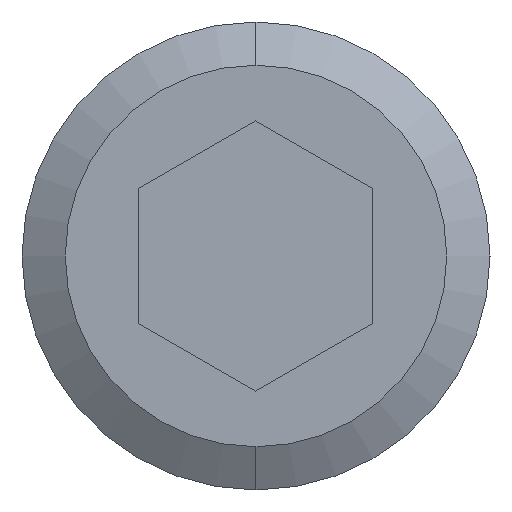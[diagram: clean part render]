
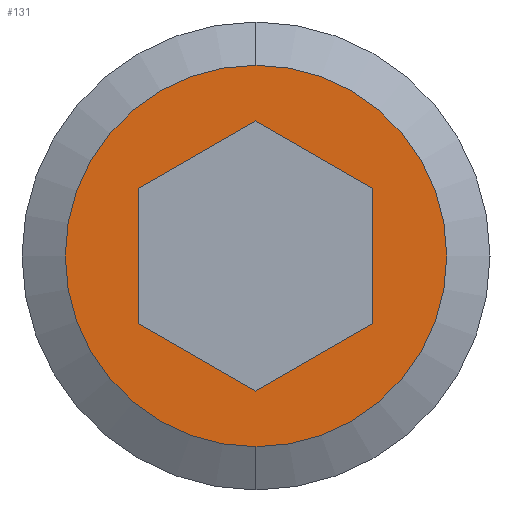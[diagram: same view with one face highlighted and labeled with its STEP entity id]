
A CAD part, left-side view. The second image highlights one B-rep face of the part: STEP entity #131.
In plain terms, the highlighted planar face has unit normal (-1, 0, 0).
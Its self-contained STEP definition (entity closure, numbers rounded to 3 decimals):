
#1 = VERTEX_POINT ( 'NONE', #507 ) ;
#2 = DIRECTION ( 'NONE',  ( 0., 0.866, 0.5 ) ) ;
#12 = ORIENTED_EDGE ( 'NONE', *, *, #332, .F. ) ;
#16 = CARTESIAN_POINT ( 'NONE',  ( 0., -1.5, -0.866 ) ) ;
#17 = VECTOR ( 'NONE', #2, 1000. ) ;
#40 = LINE ( 'NONE', #107, #542 ) ;
#41 = VERTEX_POINT ( 'NONE', #452 ) ;
#44 = LINE ( 'NONE', #340, #498 ) ;
#47 = AXIS2_PLACEMENT_3D ( 'NONE', #104, #246, #460 ) ;
#54 = DIRECTION ( 'NONE',  ( -1., 0., 0. ) ) ;
#73 = DIRECTION ( 'NONE',  ( 0., 0.866, -0.5 ) ) ;
#78 = DIRECTION ( 'NONE',  ( 0., 0., -1. ) ) ;
#103 = LINE ( 'NONE', #389, #17 ) ;
#104 = CARTESIAN_POINT ( 'NONE',  ( 0., 0., 0. ) ) ;
#107 = CARTESIAN_POINT ( 'NONE',  ( 0., 1.5, -0.866 ) ) ;
#113 = CARTESIAN_POINT ( 'NONE',  ( 0., 1.5, -0.866 ) ) ;
#118 = CIRCLE ( 'NONE', #446, 2.445 ) ;
#125 = EDGE_CURVE ( 'NONE', #477, #203, #118, .T. ) ;
#131 = ADVANCED_FACE ( 'NONE', ( #299, #403 ), #154, .T. ) ;
#145 = LINE ( 'NONE', #348, #453 ) ;
#148 = VERTEX_POINT ( 'NONE', #462 ) ;
#154 = PLANE ( 'NONE',  #47 ) ;
#155 = LINE ( 'NONE', #471, #454 ) ;
#193 = DIRECTION ( 'NONE',  ( 0., 0., 1. ) ) ;
#203 = VERTEX_POINT ( 'NONE', #248 ) ;
#212 = EDGE_CURVE ( 'NONE', #263, #552, #40, .T. ) ;
#231 = ORIENTED_EDGE ( 'NONE', *, *, #212, .F. ) ;
#232 = ORIENTED_EDGE ( 'NONE', *, *, #294, .T. ) ;
#243 = EDGE_CURVE ( 'NONE', #478, #552, #155, .T. ) ;
#246 = DIRECTION ( 'NONE',  ( -1., 0., 0. ) ) ;
#248 = CARTESIAN_POINT ( 'NONE',  ( 0., 0., -2.445 ) ) ;
#254 = VECTOR ( 'NONE', #298, 1000. ) ;
#263 = VERTEX_POINT ( 'NONE', #113 ) ;
#266 = CARTESIAN_POINT ( 'NONE',  ( 0., 0., 0. ) ) ;
#283 = AXIS2_PLACEMENT_3D ( 'NONE', #266, #436, #193 ) ;
#294 = EDGE_CURVE ( 'NONE', #148, #41, #433, .T. ) ;
#298 = DIRECTION ( 'NONE',  ( 0., -0.866, 0.5 ) ) ;
#299 = FACE_OUTER_BOUND ( 'NONE', #322, .T. ) ;
#322 = EDGE_LOOP ( 'NONE', ( #372, #409 ) ) ;
#325 = CARTESIAN_POINT ( 'NONE',  ( 0., 0., 0. ) ) ;
#332 = EDGE_CURVE ( 'NONE', #1, #41, #103, .T. ) ;
#340 = CARTESIAN_POINT ( 'NONE',  ( 0., 1.5, 0.866 ) ) ;
#344 = CIRCLE ( 'NONE', #283, 2.445 ) ;
#348 = CARTESIAN_POINT ( 'NONE',  ( 0., -1.5, 0.866 ) ) ;
#357 = EDGE_CURVE ( 'NONE', #203, #477, #344, .T. ) ;
#372 = ORIENTED_EDGE ( 'NONE', *, *, #357, .T. ) ;
#373 = DIRECTION ( 'NONE',  ( 0., -0.866, -0.5 ) ) ;
#380 = EDGE_CURVE ( 'NONE', #1, #478, #145, .T. ) ;
#389 = CARTESIAN_POINT ( 'NONE',  ( 0., -1.5, 0.866 ) ) ;
#394 = EDGE_LOOP ( 'NONE', ( #397, #232, #12, #524, #472, #231 ) ) ;
#397 = ORIENTED_EDGE ( 'NONE', *, *, #553, .F. ) ;
#403 = FACE_BOUND ( 'NONE', #394, .T. ) ;
#409 = ORIENTED_EDGE ( 'NONE', *, *, #125, .T. ) ;
#418 = CARTESIAN_POINT ( 'NONE',  ( 0., 1.5, 0.866 ) ) ;
#433 = LINE ( 'NONE', #418, #254 ) ;
#436 = DIRECTION ( 'NONE',  ( -1., 0., 0. ) ) ;
#446 = AXIS2_PLACEMENT_3D ( 'NONE', #325, #54, #447 ) ;
#447 = DIRECTION ( 'NONE',  ( 0., 0., 1. ) ) ;
#452 = CARTESIAN_POINT ( 'NONE',  ( 0., 0., 1.732 ) ) ;
#453 = VECTOR ( 'NONE', #485, 1000. ) ;
#454 = VECTOR ( 'NONE', #73, 1000. ) ;
#460 = DIRECTION ( 'NONE',  ( 0., 0., 1. ) ) ;
#462 = CARTESIAN_POINT ( 'NONE',  ( 0., 1.5, 0.866 ) ) ;
#471 = CARTESIAN_POINT ( 'NONE',  ( 0., -1.5, -0.866 ) ) ;
#472 = ORIENTED_EDGE ( 'NONE', *, *, #243, .T. ) ;
#477 = VERTEX_POINT ( 'NONE', #482 ) ;
#478 = VERTEX_POINT ( 'NONE', #16 ) ;
#482 = CARTESIAN_POINT ( 'NONE',  ( 0., 0., 2.445 ) ) ;
#485 = DIRECTION ( 'NONE',  ( 0., 0., -1. ) ) ;
#498 = VECTOR ( 'NONE', #78, 1000. ) ;
#507 = CARTESIAN_POINT ( 'NONE',  ( 0., -1.5, 0.866 ) ) ;
#515 = CARTESIAN_POINT ( 'NONE',  ( 0., 0., -1.732 ) ) ;
#524 = ORIENTED_EDGE ( 'NONE', *, *, #380, .T. ) ;
#542 = VECTOR ( 'NONE', #373, 1000. ) ;
#552 = VERTEX_POINT ( 'NONE', #515 ) ;
#553 = EDGE_CURVE ( 'NONE', #148, #263, #44, .T. ) ;
